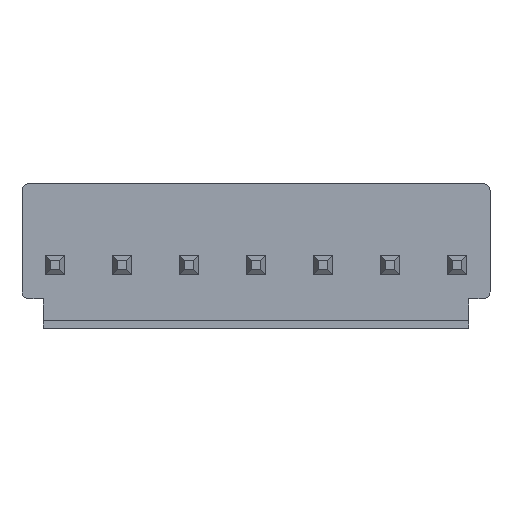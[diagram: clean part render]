
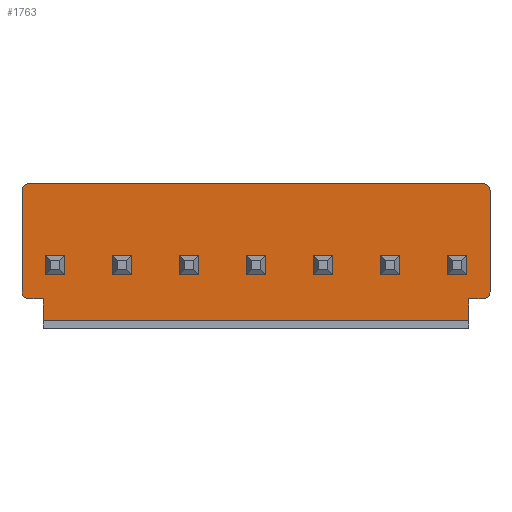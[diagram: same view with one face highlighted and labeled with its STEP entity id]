
A CAD part, front view. The second image highlights one B-rep face of the part: STEP entity #1763.
In plain terms, the highlighted planar face has unit normal (0, -1, 0).
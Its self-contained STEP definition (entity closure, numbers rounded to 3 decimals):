
#30=PLANE('',#1904);
#145=FACE_OUTER_BOUND('',#263,.T.);
#263=EDGE_LOOP('',(#1269,#1270,#1271,#1272,#1273,#1274,#1275,#1276,#1277,
#1278,#1279,#1280));
#381=LINE('',#2532,#621);
#384=LINE('',#2538,#624);
#385=LINE('',#2540,#625);
#386=LINE('',#2542,#626);
#387=LINE('',#2544,#627);
#388=LINE('',#2546,#628);
#389=LINE('',#2550,#629);
#390=LINE('',#2554,#630);
#621=VECTOR('',#2038,10.);
#624=VECTOR('',#2043,10.);
#625=VECTOR('',#2044,10.);
#626=VECTOR('',#2045,10.);
#627=VECTOR('',#2046,10.);
#628=VECTOR('',#2047,10.);
#629=VECTOR('',#2050,10.);
#630=VECTOR('',#2053,10.);
#860=CIRCLE('',#1902,0.4);
#861=CIRCLE('',#1905,0.4);
#862=CIRCLE('',#1906,0.4);
#863=CIRCLE('',#1907,0.4);
#869=VERTEX_POINT('',#2525);
#870=VERTEX_POINT('',#2527);
#871=VERTEX_POINT('',#2531);
#873=VERTEX_POINT('',#2537);
#874=VERTEX_POINT('',#2539);
#875=VERTEX_POINT('',#2541);
#876=VERTEX_POINT('',#2543);
#877=VERTEX_POINT('',#2545);
#878=VERTEX_POINT('',#2547);
#879=VERTEX_POINT('',#2549);
#880=VERTEX_POINT('',#2551);
#881=VERTEX_POINT('',#2553);
#1015=EDGE_CURVE('',#869,#870,#860,.T.);
#1017=EDGE_CURVE('',#871,#870,#381,.T.);
#1020=EDGE_CURVE('',#869,#873,#384,.T.);
#1021=EDGE_CURVE('',#874,#873,#385,.T.);
#1022=EDGE_CURVE('',#874,#875,#386,.T.);
#1023=EDGE_CURVE('',#876,#875,#387,.T.);
#1024=EDGE_CURVE('',#876,#877,#388,.T.);
#1025=EDGE_CURVE('',#878,#877,#861,.T.);
#1026=EDGE_CURVE('',#878,#879,#389,.T.);
#1027=EDGE_CURVE('',#880,#879,#862,.T.);
#1028=EDGE_CURVE('',#880,#881,#390,.T.);
#1029=EDGE_CURVE('',#871,#881,#863,.T.);
#1269=ORIENTED_EDGE('',*,*,#1015,.F.);
#1270=ORIENTED_EDGE('',*,*,#1020,.T.);
#1271=ORIENTED_EDGE('',*,*,#1021,.F.);
#1272=ORIENTED_EDGE('',*,*,#1022,.T.);
#1273=ORIENTED_EDGE('',*,*,#1023,.F.);
#1274=ORIENTED_EDGE('',*,*,#1024,.T.);
#1275=ORIENTED_EDGE('',*,*,#1025,.F.);
#1276=ORIENTED_EDGE('',*,*,#1026,.T.);
#1277=ORIENTED_EDGE('',*,*,#1027,.F.);
#1278=ORIENTED_EDGE('',*,*,#1028,.T.);
#1279=ORIENTED_EDGE('',*,*,#1029,.F.);
#1280=ORIENTED_EDGE('',*,*,#1017,.T.);
#1763=ADVANCED_FACE('',(#145),#30,.F.);
#1902=AXIS2_PLACEMENT_3D('',#2528,#2033,#2034);
#1904=AXIS2_PLACEMENT_3D('',#2536,#2041,#2042);
#1905=AXIS2_PLACEMENT_3D('',#2548,#2048,#2049);
#1906=AXIS2_PLACEMENT_3D('',#2552,#2051,#2052);
#1907=AXIS2_PLACEMENT_3D('',#2555,#2054,#2055);
#2033=DIRECTION('center_axis',(0.,1.,0.));
#2034=DIRECTION('ref_axis',(-0.707,0.,-0.707));
#2038=DIRECTION('',(0.,0.,-1.));
#2041=DIRECTION('center_axis',(0.,1.,0.));
#2042=DIRECTION('ref_axis',(1.,0.,0.));
#2043=DIRECTION('',(1.,0.,0.));
#2044=DIRECTION('',(0.,0.,1.));
#2045=DIRECTION('',(1.,0.,0.));
#2046=DIRECTION('',(0.,0.,-1.));
#2047=DIRECTION('',(1.,0.,0.));
#2048=DIRECTION('center_axis',(0.,1.,0.));
#2049=DIRECTION('ref_axis',(0.707,0.,-0.707));
#2050=DIRECTION('',(0.,0.,1.));
#2051=DIRECTION('center_axis',(0.,1.,0.));
#2052=DIRECTION('ref_axis',(0.707,0.,0.707));
#2053=DIRECTION('',(-1.,0.,0.));
#2054=DIRECTION('center_axis',(0.,1.,0.));
#2055=DIRECTION('ref_axis',(-0.707,0.,0.707));
#2525=CARTESIAN_POINT('',(-13.43,0.,-3.4));
#2527=CARTESIAN_POINT('',(-13.83,0.,-3.));
#2528=CARTESIAN_POINT('Origin',(-13.43,0.,-3.));
#2531=CARTESIAN_POINT('',(-13.83,0.,3.));
#2532=CARTESIAN_POINT('',(-13.83,0.,3.4));
#2536=CARTESIAN_POINT('Origin',(0.,0.,0.));
#2537=CARTESIAN_POINT('',(-12.56,0.,-3.4));
#2538=CARTESIAN_POINT('',(-13.83,0.,-3.4));
#2539=CARTESIAN_POINT('',(-12.56,0.,-4.7));
#2540=CARTESIAN_POINT('',(-12.56,0.,-3.4));
#2541=CARTESIAN_POINT('',(12.56,0.,-4.7));
#2542=CARTESIAN_POINT('',(0.,0.,-4.7));
#2543=CARTESIAN_POINT('',(12.56,0.,-3.4));
#2544=CARTESIAN_POINT('',(12.56,0.,-3.4));
#2545=CARTESIAN_POINT('',(13.43,0.,-3.4));
#2546=CARTESIAN_POINT('',(-13.83,0.,-3.4));
#2547=CARTESIAN_POINT('',(13.83,0.,-3.));
#2548=CARTESIAN_POINT('Origin',(13.43,0.,-3.));
#2549=CARTESIAN_POINT('',(13.83,0.,3.));
#2550=CARTESIAN_POINT('',(13.83,0.,-3.4));
#2551=CARTESIAN_POINT('',(13.43,0.,3.4));
#2552=CARTESIAN_POINT('Origin',(13.43,0.,3.));
#2553=CARTESIAN_POINT('',(-13.43,0.,3.4));
#2554=CARTESIAN_POINT('',(13.83,0.,3.4));
#2555=CARTESIAN_POINT('Origin',(-13.43,0.,3.));
